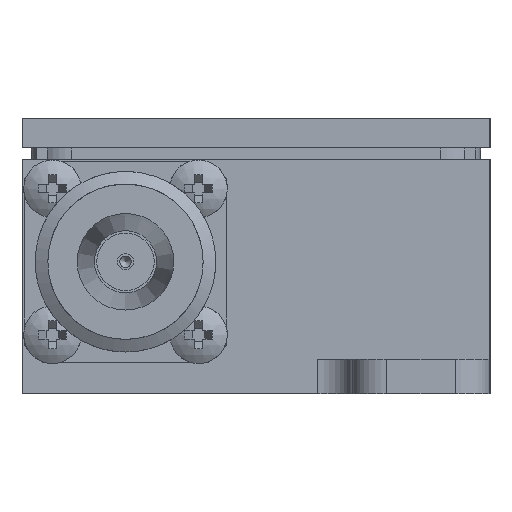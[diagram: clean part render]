
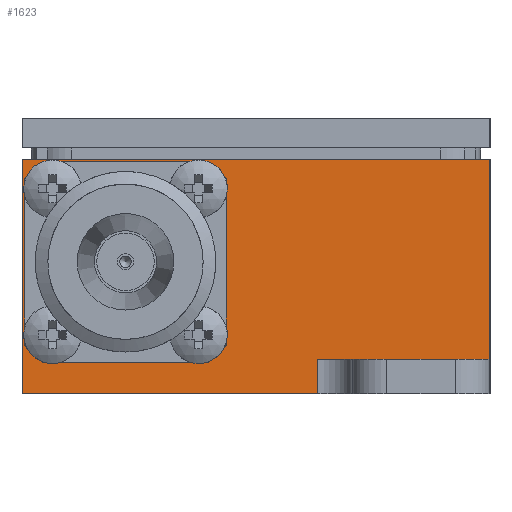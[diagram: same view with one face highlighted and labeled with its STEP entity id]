
A CAD part, left-side view. The second image highlights one B-rep face of the part: STEP entity #1623.
In plain terms, the highlighted planar face has unit normal (-1, 0, 0).
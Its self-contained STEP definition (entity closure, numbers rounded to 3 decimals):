
#1623=ADVANCED_FACE('',(#8705,#8707),#8709,.F.);
#8705=FACE_BOUND('',#8706,.T.);
#8706=EDGE_LOOP('',(#17790,#17791,#17792,#17793,#17794,#17795));
#8707=FACE_BOUND('',#8708,.T.);
#8708=EDGE_LOOP('',(#17796,#17797,#17798,#17799,#17800,#17801,#17802,#17803));
#8709=PLANE('',#8710);
#8710=AXIS2_PLACEMENT_3D('',#8711,#8712,#8713);
#8711=CARTESIAN_POINT('',(-46.9,-20.35,3.));
#8712=DIRECTION('',(1.,0.,0.));
#8713=DIRECTION('',(0.,0.,1.));
#17790=ORIENTED_EDGE('',*,*,#21444,.F.);
#17791=ORIENTED_EDGE('',*,*,#21445,.F.);
#17792=ORIENTED_EDGE('',*,*,#21446,.F.);
#17793=ORIENTED_EDGE('',*,*,#21447,.T.);
#17794=ORIENTED_EDGE('',*,*,#21448,.F.);
#17795=ORIENTED_EDGE('',*,*,#21449,.T.);
#17796=ORIENTED_EDGE('',*,*,#21450,.F.);
#17797=ORIENTED_EDGE('',*,*,#21451,.F.);
#17798=ORIENTED_EDGE('',*,*,#21452,.F.);
#17799=ORIENTED_EDGE('',*,*,#21453,.T.);
#17800=ORIENTED_EDGE('',*,*,#21454,.T.);
#17801=ORIENTED_EDGE('',*,*,#21455,.T.);
#17802=ORIENTED_EDGE('',*,*,#21456,.T.);
#17803=ORIENTED_EDGE('',*,*,#21457,.F.);
#21444=EDGE_CURVE('',#23677,#23678,#23679,.T.);
#21445=EDGE_CURVE('',#23680,#23677,#23681,.T.);
#21446=EDGE_CURVE('',#23682,#23680,#23683,.T.);
#21447=EDGE_CURVE('',#23682,#23684,#23685,.T.);
#21448=EDGE_CURVE('',#23686,#23684,#23687,.T.);
#21449=EDGE_CURVE('',#23686,#23678,#23688,.T.);
#21450=EDGE_CURVE('',#23689,#23690,#23691,.T.);
#21451=EDGE_CURVE('',#23692,#23689,#23693,.T.);
#21452=EDGE_CURVE('',#23694,#23692,#23695,.T.);
#21453=EDGE_CURVE('',#23694,#23696,#23697,.T.);
#21454=EDGE_CURVE('',#23696,#23698,#23699,.T.);
#21455=EDGE_CURVE('',#23698,#23700,#23701,.T.);
#21456=EDGE_CURVE('',#23700,#23702,#23703,.T.);
#21457=EDGE_CURVE('',#23690,#23702,#23704,.T.);
#23677=VERTEX_POINT('',#29736);
#23678=VERTEX_POINT('',#29737);
#23679=LINE('',#29738,#29739);
#23680=VERTEX_POINT('',#29741);
#23681=LINE('',#29742,#29743);
#23682=VERTEX_POINT('',#29745);
#23683=LINE('',#29746,#29747);
#23684=VERTEX_POINT('',#29749);
#23685=LINE('',#29750,#29751);
#23686=VERTEX_POINT('',#29753);
#23687=LINE('',#29754,#29755);
#23688=LINE('',#29757,#29758);
#23689=VERTEX_POINT('',#29760);
#23690=VERTEX_POINT('',#29761);
#23691=LINE('',#29762,#29763);
#23692=VERTEX_POINT('',#29765);
#23693=LINE('',#29766,#29767);
#23694=VERTEX_POINT('',#29769);
#23695=LINE('',#29770,#29771);
#23696=VERTEX_POINT('',#29773);
#23697=LINE('',#29774,#29775);
#23698=VERTEX_POINT('',#29777);
#23699=LINE('',#29778,#29779);
#23700=VERTEX_POINT('',#29781);
#23701=LINE('',#29782,#29783);
#23702=VERTEX_POINT('',#29785);
#23703=LINE('',#29786,#29787);
#23704=LINE('',#29789,#29790);
#29736=CARTESIAN_POINT('',(-46.9,20.35,20.4));
#29737=CARTESIAN_POINT('',(-46.9,-20.35,20.4));
#29738=CARTESIAN_POINT('',(-46.9,20.35,20.4));
#29739=VECTOR('',#29740,1.);
#29740=DIRECTION('',(0.,-1.,0.));
#29741=CARTESIAN_POINT('',(-46.9,20.35,0.));
#29742=CARTESIAN_POINT('',(-46.9,20.35,0.));
#29743=VECTOR('',#29744,1.);
#29744=DIRECTION('',(0.,0.,1.));
#29745=CARTESIAN_POINT('',(-46.9,-5.35,0.));
#29746=CARTESIAN_POINT('',(-46.9,-5.35,0.));
#29747=VECTOR('',#29748,1.);
#29748=DIRECTION('',(0.,1.,0.));
#29749=CARTESIAN_POINT('',(-46.9,-5.35,3.));
#29750=CARTESIAN_POINT('',(-46.9,-5.35,0.));
#29751=VECTOR('',#29752,1.);
#29752=DIRECTION('',(0.,0.,1.));
#29753=CARTESIAN_POINT('',(-46.9,-20.35,3.));
#29754=CARTESIAN_POINT('',(-46.9,-20.35,3.));
#29755=VECTOR('',#29756,1.);
#29756=DIRECTION('',(0.,1.,0.));
#29757=CARTESIAN_POINT('',(-46.9,-20.35,3.));
#29758=VECTOR('',#29759,1.);
#29759=DIRECTION('',(0.,0.,1.));
#29760=CARTESIAN_POINT('',(-46.9,2.6,4.25));
#29761=CARTESIAN_POINT('',(-46.9,2.6,18.75));
#29762=CARTESIAN_POINT('',(-46.9,2.6,4.25));
#29763=VECTOR('',#29764,1.);
#29764=DIRECTION('',(0.,0.,1.));
#29765=CARTESIAN_POINT('',(-46.9,4.1,2.75));
#29766=CARTESIAN_POINT('',(-46.9,4.1,2.75));
#29767=VECTOR('',#29768,1.);
#29768=DIRECTION('',(0.,-0.707,0.707));
#29769=CARTESIAN_POINT('',(-46.9,18.6,2.75));
#29770=CARTESIAN_POINT('',(-46.9,18.6,2.75));
#29771=VECTOR('',#29772,1.);
#29772=DIRECTION('',(0.,-1.,0.));
#29773=CARTESIAN_POINT('',(-46.9,20.1,4.25));
#29774=CARTESIAN_POINT('',(-46.9,18.6,2.75));
#29775=VECTOR('',#29776,1.);
#29776=DIRECTION('',(0.,0.707,0.707));
#29777=CARTESIAN_POINT('',(-46.9,20.1,18.75));
#29778=CARTESIAN_POINT('',(-46.9,20.1,4.25));
#29779=VECTOR('',#29780,1.);
#29780=DIRECTION('',(0.,0.,1.));
#29781=CARTESIAN_POINT('',(-46.9,18.6,20.25));
#29782=CARTESIAN_POINT('',(-46.9,20.1,18.75));
#29783=VECTOR('',#29784,1.);
#29784=DIRECTION('',(0.,-0.707,0.707));
#29785=CARTESIAN_POINT('',(-46.9,4.1,20.25));
#29786=CARTESIAN_POINT('',(-46.9,18.6,20.25));
#29787=VECTOR('',#29788,1.);
#29788=DIRECTION('',(0.,-1.,0.));
#29789=CARTESIAN_POINT('',(-46.9,2.6,18.75));
#29790=VECTOR('',#29791,1.);
#29791=DIRECTION('',(0.,0.707,0.707));
